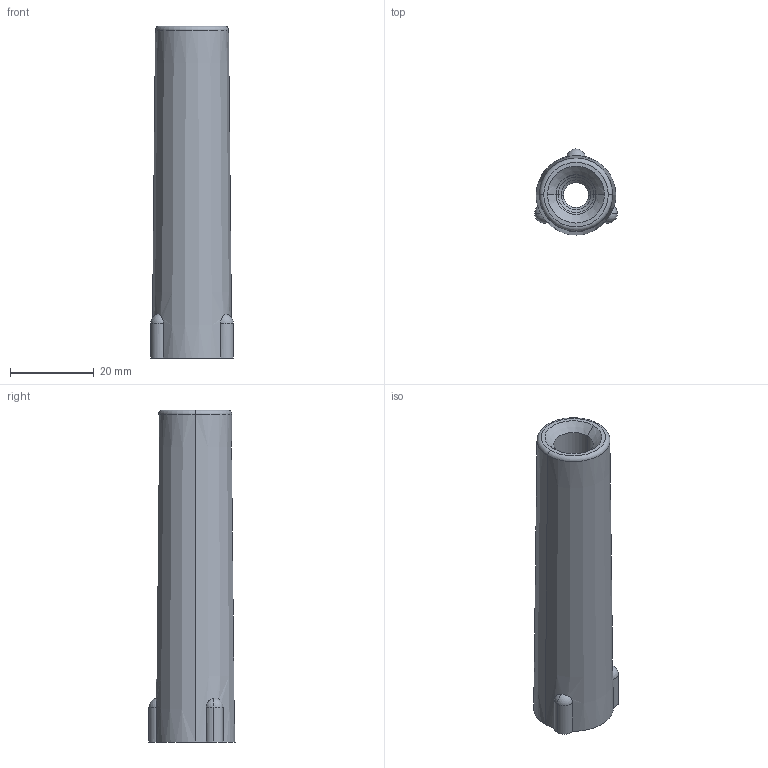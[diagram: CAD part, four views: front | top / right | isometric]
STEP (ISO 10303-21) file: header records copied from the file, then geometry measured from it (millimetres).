
FILE_DESCRIPTION (( 'STEP AP203' ), '1' );
FILE_NAME ('SB48.STEP', '2019-10-30T14:27:07', ( 'tempuser' ), ( 'Microsoft' ), 'SwSTEP 2.0', 'SolidWorks 2019', '' );
FILE_SCHEMA (( 'CONFIG_CONTROL_DESIGN' ));
Length unit declared in the file: inch
Products named in the file (1): SB48
Bounding box: 19.75 x 20.57 x 79.38 mm (x, y, z)
Volume: 16998.5 mm3; surface area: 6929 mm2
Topology: 1 solids, 1 shells, 37 faces, 88 edges, 50 vertices
Faces by surface type: cylinder 14, cone 14, sphere 5, torus 2, plane 2
Entity records: 1208 total; most frequent: CARTESIAN_POINT 296, DIRECTION 193, ORIENTED_EDGE 164, AXIS2_PLACEMENT_3D 84, EDGE_CURVE 82, VERTEX_POINT 47, CIRCLE 46, EDGE_LOOP 39
